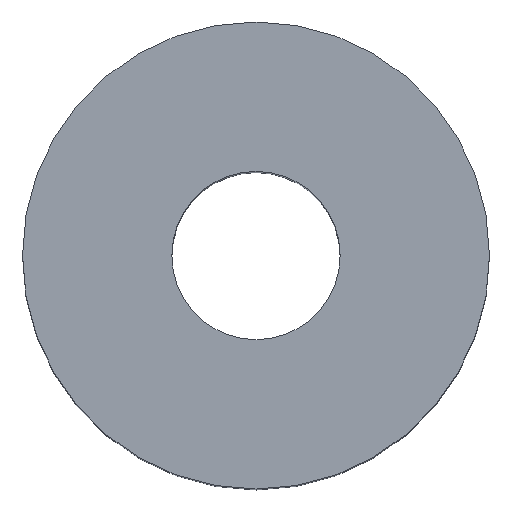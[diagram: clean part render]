
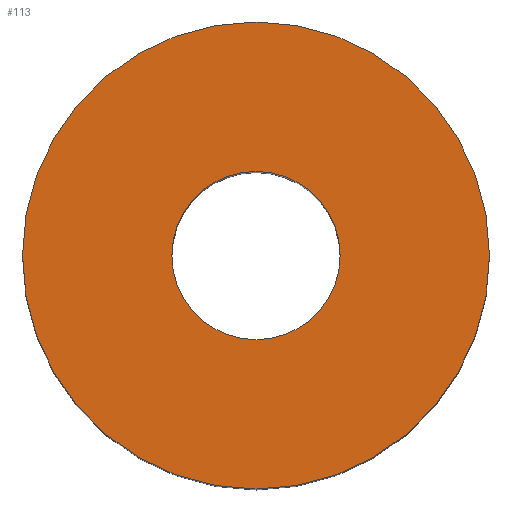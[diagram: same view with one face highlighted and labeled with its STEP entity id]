
A CAD part, top view. The second image highlights one B-rep face of the part: STEP entity #113.
In plain terms, the highlighted planar face has unit normal (0, 0, 1).
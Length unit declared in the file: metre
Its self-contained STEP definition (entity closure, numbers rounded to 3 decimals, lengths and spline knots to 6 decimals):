
#113=ADVANCED_FACE('67:1043',(#131,#132),#133,.F.);
#131=FACE_OUTER_BOUND('',#166,.T.);
#132=FACE_BOUND('',#167,.T.);
#133=PLANE('',#168);
#166=EDGE_LOOP('',(#202,#203));
#167=EDGE_LOOP('',(#204,#205));
#168=AXIS2_PLACEMENT_3D('',#206,#207,#208);
#183=EDGE_CURVE('67:1064',#243,#239,#245,.T.);
#185=EDGE_CURVE('67:1064',#239,#243,#247,.T.);
#202=ORIENTED_EDGE('',*,*,#258,.F.);
#203=ORIENTED_EDGE('',*,*,#257,.F.);
#204=ORIENTED_EDGE('',*,*,#185,.F.);
#205=ORIENTED_EDGE('',*,*,#183,.F.);
#206=CARTESIAN_POINT('',(0.,0.0,0.0064));
#207=DIRECTION('',(0.0,0.0,-1.0));
#208=DIRECTION('',(0.0,-1.0,0.0));
#239=VERTEX_POINT('',#264);
#243=VERTEX_POINT('',#269);
#245=CIRCLE('',#272,0.000784);
#247=CIRCLE('',#274,0.000784);
#257=EDGE_CURVE('67:1061',#290,#286,#292,.T.);
#258=EDGE_CURVE('67:1061',#286,#290,#293,.T.);
#264=CARTESIAN_POINT('',(0.000784,0.0,0.0064));
#269=CARTESIAN_POINT('',(-0.000784,0.,0.0064));
#272=AXIS2_PLACEMENT_3D('',#302,#303,#304);
#274=AXIS2_PLACEMENT_3D('',#305,#306,#307);
#286=VERTEX_POINT('',#322);
#290=VERTEX_POINT('',#327);
#292=CIRCLE('',#330,0.002175);
#293=CIRCLE('',#331,0.002175);
#302=CARTESIAN_POINT('',(0.0,0.0,0.0064));
#303=DIRECTION('',(0.0,0.0,1.0));
#304=DIRECTION('',(1.0,0.0,0.0));
#305=CARTESIAN_POINT('',(0.0,0.0,0.0064));
#306=DIRECTION('',(0.0,0.0,1.0));
#307=DIRECTION('',(1.0,0.0,0.0));
#322=CARTESIAN_POINT('',(-0.002175,0.0,0.0064));
#327=CARTESIAN_POINT('',(0.002175,0.,0.0064));
#330=AXIS2_PLACEMENT_3D('',#348,#349,#350);
#331=AXIS2_PLACEMENT_3D('',#351,#352,#353);
#348=CARTESIAN_POINT('',(0.0,0.0,0.0064));
#349=DIRECTION('',(0.0,0.0,-1.0));
#350=DIRECTION('',(-1.0,0.0,0.0));
#351=CARTESIAN_POINT('',(0.0,0.0,0.0064));
#352=DIRECTION('',(0.0,0.0,-1.0));
#353=DIRECTION('',(-1.0,0.0,0.0));
